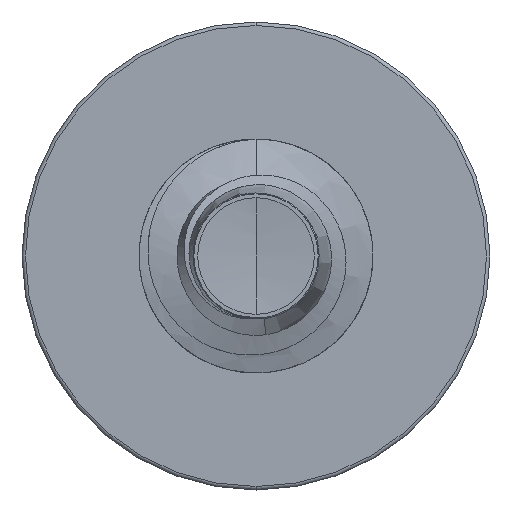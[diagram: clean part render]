
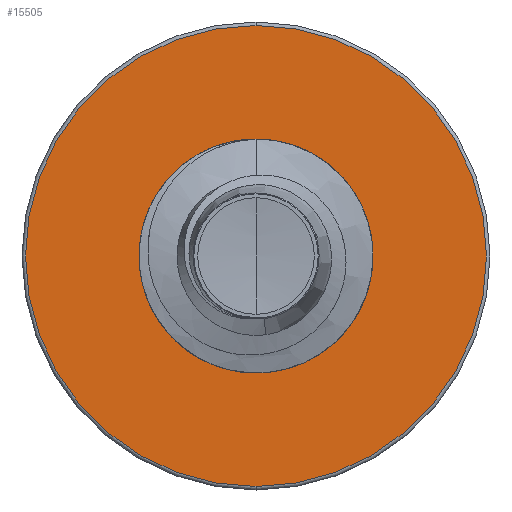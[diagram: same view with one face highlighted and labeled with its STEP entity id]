
A CAD part, front view. The second image highlights one B-rep face of the part: STEP entity #15505.
In plain terms, the highlighted planar face has unit normal (0, -1, 0).
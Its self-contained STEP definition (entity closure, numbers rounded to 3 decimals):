
#436 = PLANE ( 'NONE',  #4668 ) ;
#678 = ORIENTED_EDGE ( 'NONE', *, *, #16063, .T. ) ;
#1526 = CIRCLE ( 'NONE', #9374, 4.925 ) ;
#3654 = VERTEX_POINT ( 'NONE', #8535 ) ;
#3933 = CARTESIAN_POINT ( 'NONE',  ( 0., 14., 0. ) ) ;
#4495 = EDGE_CURVE ( 'NONE', #16195, #16284, #12032, .T. ) ;
#4668 = AXIS2_PLACEMENT_3D ( 'NONE', #6930, #16043, #9576 ) ;
#4787 = EDGE_LOOP ( 'NONE', ( #12681, #678 ) ) ;
#5234 = DIRECTION ( 'NONE',  ( 0., 0., 1. ) ) ;
#5715 = AXIS2_PLACEMENT_3D ( 'NONE', #3933, #13122, #5234 ) ;
#5828 = DIRECTION ( 'NONE',  ( 0., 1., 0. ) ) ;
#5984 = FACE_BOUND ( 'NONE', #4787, .T. ) ;
#6063 = ORIENTED_EDGE ( 'NONE', *, *, #14529, .F. ) ;
#6254 = DIRECTION ( 'NONE',  ( 0., 1., 0. ) ) ;
#6631 = CARTESIAN_POINT ( 'NONE',  ( 0., 14., 0. ) ) ;
#6930 = CARTESIAN_POINT ( 'NONE',  ( 0., 14., -2.165 ) ) ;
#7115 = VERTEX_POINT ( 'NONE', #10399 ) ;
#7138 = EDGE_CURVE ( 'NONE', #7115, #3654, #14862, .T. ) ;
#7201 = CARTESIAN_POINT ( 'NONE',  ( 0., 14., -2.165 ) ) ;
#7968 = DIRECTION ( 'NONE',  ( 0., 0., 1. ) ) ;
#8535 = CARTESIAN_POINT ( 'NONE',  ( 0., 14., 4.925 ) ) ;
#9039 = AXIS2_PLACEMENT_3D ( 'NONE', #13716, #5828, #15026 ) ;
#9374 = AXIS2_PLACEMENT_3D ( 'NONE', #14154, #6254, #15459 ) ;
#9576 = DIRECTION ( 'NONE',  ( 0., 0., 1. ) ) ;
#9800 = CARTESIAN_POINT ( 'NONE',  ( 0., 14., 2.165 ) ) ;
#9853 = ORIENTED_EDGE ( 'NONE', *, *, #7138, .F. ) ;
#10399 = CARTESIAN_POINT ( 'NONE',  ( 0., 14., -4.925 ) ) ;
#10803 = AXIS2_PLACEMENT_3D ( 'NONE', #6631, #15818, #7968 ) ;
#10840 = EDGE_LOOP ( 'NONE', ( #6063, #9853 ) ) ;
#11790 = CIRCLE ( 'NONE', #9039, 2.165 ) ;
#12032 = CIRCLE ( 'NONE', #10803, 2.165 ) ;
#12681 = ORIENTED_EDGE ( 'NONE', *, *, #4495, .T. ) ;
#13122 = DIRECTION ( 'NONE',  ( 0., 1., 0. ) ) ;
#13716 = CARTESIAN_POINT ( 'NONE',  ( 0., 14., 0. ) ) ;
#14154 = CARTESIAN_POINT ( 'NONE',  ( 0., 14., 0. ) ) ;
#14529 = EDGE_CURVE ( 'NONE', #3654, #7115, #1526, .T. ) ;
#14862 = CIRCLE ( 'NONE', #5715, 4.925 ) ;
#15026 = DIRECTION ( 'NONE',  ( 0., 0., 1. ) ) ;
#15459 = DIRECTION ( 'NONE',  ( 0., 0., 1. ) ) ;
#15505 = ADVANCED_FACE ( 'NONE', ( #16454, #5984 ), #436, .F. ) ;
#15818 = DIRECTION ( 'NONE',  ( 0., 1., 0. ) ) ;
#16043 = DIRECTION ( 'NONE',  ( 0., 1., 0. ) ) ;
#16063 = EDGE_CURVE ( 'NONE', #16284, #16195, #11790, .T. ) ;
#16195 = VERTEX_POINT ( 'NONE', #9800 ) ;
#16284 = VERTEX_POINT ( 'NONE', #7201 ) ;
#16454 = FACE_OUTER_BOUND ( 'NONE', #10840, .T. ) ;
